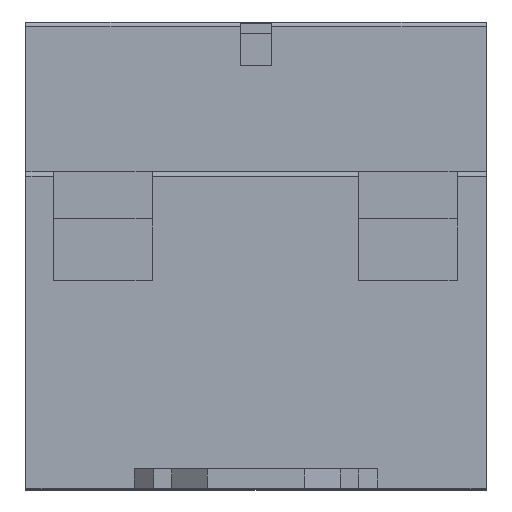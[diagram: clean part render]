
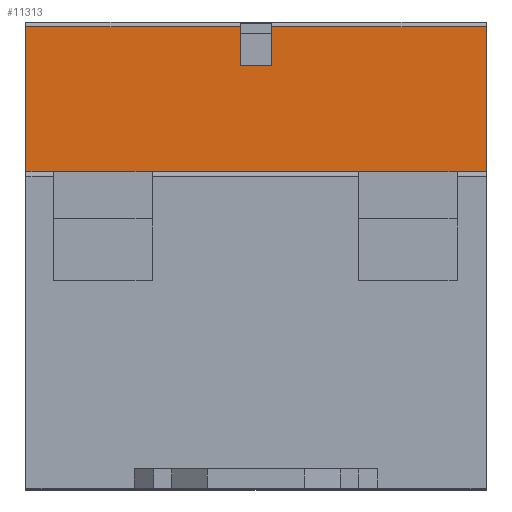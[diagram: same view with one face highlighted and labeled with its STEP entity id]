
A CAD part, top view. The second image highlights one B-rep face of the part: STEP entity #11313.
In plain terms, the highlighted planar face has unit normal (0, 0, 1).
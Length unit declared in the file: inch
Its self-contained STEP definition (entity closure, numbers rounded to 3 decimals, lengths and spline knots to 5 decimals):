
#26 = CARTESIAN_POINT ( 'NONE',  ( -1.44, 1.305, 1.094 ) ) ;
#356 = VERTEX_POINT ( 'NONE', #10088 ) ;
#552 = EDGE_CURVE ( 'NONE', #13203, #18788, #1179, .T. ) ;
#1058 = CARTESIAN_POINT ( 'NONE',  ( -1.44, 0.977, 1.094 ) ) ;
#1089 = CARTESIAN_POINT ( 'NONE',  ( -0.71, 1.425, 1.094 ) ) ;
#1179 = LINE ( 'NONE', #18317, #5784 ) ;
#1583 = EDGE_CURVE ( 'NONE', #10637, #14291, #14189, .T. ) ;
#1589 = FACE_OUTER_BOUND ( 'NONE', #2891, .T. ) ;
#2578 = DIRECTION ( 'NONE',  ( -1., 0., 0. ) ) ;
#2611 = AXIS2_PLACEMENT_3D ( 'NONE', #1058, #11707, #2578 ) ;
#2891 = EDGE_LOOP ( 'NONE', ( #13380, #4970, #8624, #17146, #5881, #6220, #3832, #19156 ) ) ;
#3759 = VECTOR ( 'NONE', #12384, 39.37008 ) ;
#3832 = ORIENTED_EDGE ( 'NONE', *, *, #6584, .T. ) ;
#4177 = VECTOR ( 'NONE', #17673, 39.37008 ) ;
#4769 = EDGE_CURVE ( 'NONE', #4790, #356, #15939, .T. ) ;
#4790 = VERTEX_POINT ( 'NONE', #13944 ) ;
#4908 = LINE ( 'NONE', #8461, #4177 ) ;
#4970 = ORIENTED_EDGE ( 'NONE', *, *, #7704, .T. ) ;
#5457 = EDGE_CURVE ( 'NONE', #7741, #10637, #15659, .T. ) ;
#5784 = VECTOR ( 'NONE', #6068, 39.37008 ) ;
#5881 = ORIENTED_EDGE ( 'NONE', *, *, #16255, .T. ) ;
#5971 = CARTESIAN_POINT ( 'NONE',  ( -0.71, 1.425, 1.094 ) ) ;
#6068 = DIRECTION ( 'NONE',  ( 0., 1., 0. ) ) ;
#6104 = VERTEX_POINT ( 'NONE', #11724 ) ;
#6188 = CARTESIAN_POINT ( 'NONE',  ( -0.71, 0.977, 1.094 ) ) ;
#6220 = ORIENTED_EDGE ( 'NONE', *, *, #4769, .T. ) ;
#6492 = VECTOR ( 'NONE', #12102, 39.37008 ) ;
#6584 = EDGE_CURVE ( 'NONE', #356, #7741, #13164, .T. ) ;
#7176 = CARTESIAN_POINT ( 'NONE',  ( 0.049, 1.425, 1.094 ) ) ;
#7704 = EDGE_CURVE ( 'NONE', #14291, #6104, #4908, .T. ) ;
#7741 = VERTEX_POINT ( 'NONE', #7176 ) ;
#7820 = CARTESIAN_POINT ( 'NONE',  ( 0.71, 0.977, 1.094 ) ) ;
#8461 = CARTESIAN_POINT ( 'NONE',  ( -0.049, 0.977, 1.094 ) ) ;
#8624 = ORIENTED_EDGE ( 'NONE', *, *, #9337, .T. ) ;
#9337 = EDGE_CURVE ( 'NONE', #6104, #18788, #18707, .T. ) ;
#9790 = CARTESIAN_POINT ( 'NONE',  ( -0.049, 1.305, 1.094 ) ) ;
#10088 = CARTESIAN_POINT ( 'NONE',  ( 0.71, 1.425, 1.094 ) ) ;
#10142 = PLANE ( 'NONE',  #2611 ) ;
#10622 = VECTOR ( 'NONE', #15164, 39.37008 ) ;
#10637 = VERTEX_POINT ( 'NONE', #16466 ) ;
#10685 = DIRECTION ( 'NONE',  ( -1., 0., 0. ) ) ;
#11157 = LINE ( 'NONE', #11225, #15216 ) ;
#11225 = CARTESIAN_POINT ( 'NONE',  ( -1.44, 0.977, 1.094 ) ) ;
#11313 = ADVANCED_FACE ( 'NONE', ( #1589 ), #10142, .F. ) ;
#11707 = DIRECTION ( 'NONE',  ( 0., 0., -1. ) ) ;
#11724 = CARTESIAN_POINT ( 'NONE',  ( -0.049, 1.425, 1.094 ) ) ;
#12102 = DIRECTION ( 'NONE',  ( -1., 0., 0. ) ) ;
#12384 = DIRECTION ( 'NONE',  ( 0., 1., 0. ) ) ;
#12732 = DIRECTION ( 'NONE',  ( 1., 0., 0. ) ) ;
#13164 = LINE ( 'NONE', #5971, #6492 ) ;
#13203 = VERTEX_POINT ( 'NONE', #6188 ) ;
#13380 = ORIENTED_EDGE ( 'NONE', *, *, #1583, .T. ) ;
#13676 = DIRECTION ( 'NONE',  ( 0., -1., 0. ) ) ;
#13745 = CARTESIAN_POINT ( 'NONE',  ( 0.049, 0.977, 1.094 ) ) ;
#13944 = CARTESIAN_POINT ( 'NONE',  ( 0.71, 0.977, 1.094 ) ) ;
#14189 = LINE ( 'NONE', #26, #14862 ) ;
#14291 = VERTEX_POINT ( 'NONE', #9790 ) ;
#14862 = VECTOR ( 'NONE', #10685, 39.37008 ) ;
#15164 = DIRECTION ( 'NONE',  ( -1., 0., 0. ) ) ;
#15216 = VECTOR ( 'NONE', #12732, 39.37008 ) ;
#15659 = LINE ( 'NONE', #13745, #16154 ) ;
#15939 = LINE ( 'NONE', #7820, #3759 ) ;
#16154 = VECTOR ( 'NONE', #13676, 39.37008 ) ;
#16255 = EDGE_CURVE ( 'NONE', #13203, #4790, #11157, .T. ) ;
#16466 = CARTESIAN_POINT ( 'NONE',  ( 0.049, 1.305, 1.094 ) ) ;
#17146 = ORIENTED_EDGE ( 'NONE', *, *, #552, .F. ) ;
#17673 = DIRECTION ( 'NONE',  ( 0., 1., 0. ) ) ;
#18317 = CARTESIAN_POINT ( 'NONE',  ( -0.71, 1.44, 1.094 ) ) ;
#18707 = LINE ( 'NONE', #19765, #10622 ) ;
#18788 = VERTEX_POINT ( 'NONE', #1089 ) ;
#19156 = ORIENTED_EDGE ( 'NONE', *, *, #5457, .T. ) ;
#19765 = CARTESIAN_POINT ( 'NONE',  ( -0.71, 1.425, 1.094 ) ) ;
